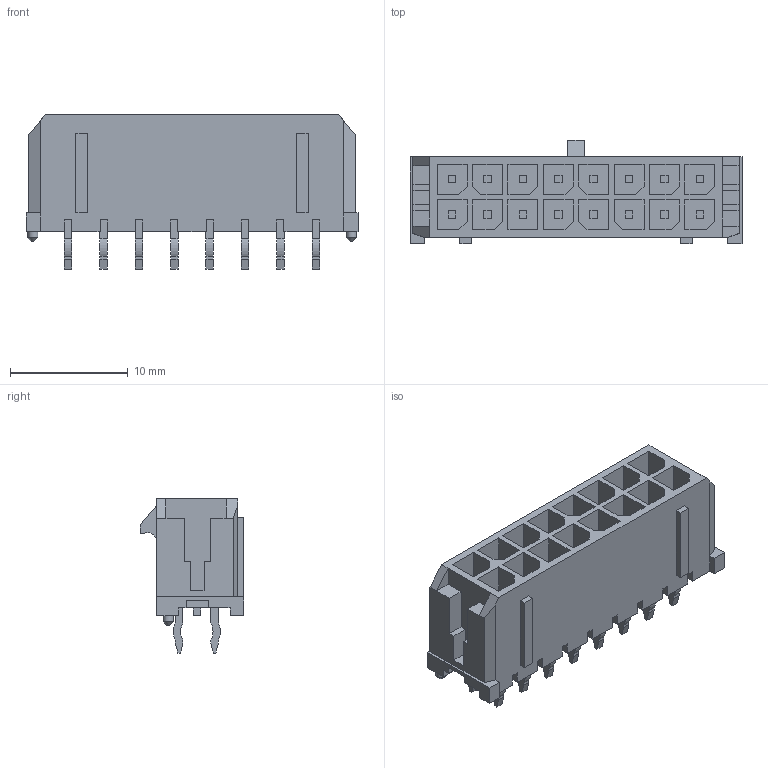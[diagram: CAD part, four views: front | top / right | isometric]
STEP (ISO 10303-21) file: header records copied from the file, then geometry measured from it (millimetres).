
FILE_DESCRIPTION(/* description */ (''),/* implementation_level */ '2;1');
FILE_NAME(/* name */ '8_2_MicroFit3.step',/* time_stamp */ '2024-02-22T11:39:24+01:00',/* author */ (''),/* organization */ (''),/* preprocessor_version */ 'ST-DEVELOPER v20',/* originating_system */ 'Autodesk Translation Framework v12.20.1.177',/* authorisation */ '');
FILE_SCHEMA (('AUTOMOTIVE_DESIGN { 1 0 10303 214 3 1 1 }'));
Length unit declared in the file: millimetre
Products named in the file (1): 8_2_MicroFit3
Bounding box: 28.15 x 8.77 x 13.09 mm (x, y, z)
Volume: 1122.3 mm3; surface area: 2569.8 mm2
Topology: 1 solids, 1 shells, 617 faces, 1723 edges, 1146 vertices
Faces by surface type: plane 580, cylinder 35, cone 2
Full cylindrical faces by diameter (mm): 0.86 x2
Entity records: 19487 total; most frequent: CARTESIAN_POINT 3487, ORIENTED_EDGE 3446, DIRECTION 3033, EDGE_CURVE 1723, LINE 1649, VECTOR 1649, VERTEX_POINT 1146, AXIS2_PLACEMENT_3D 692
